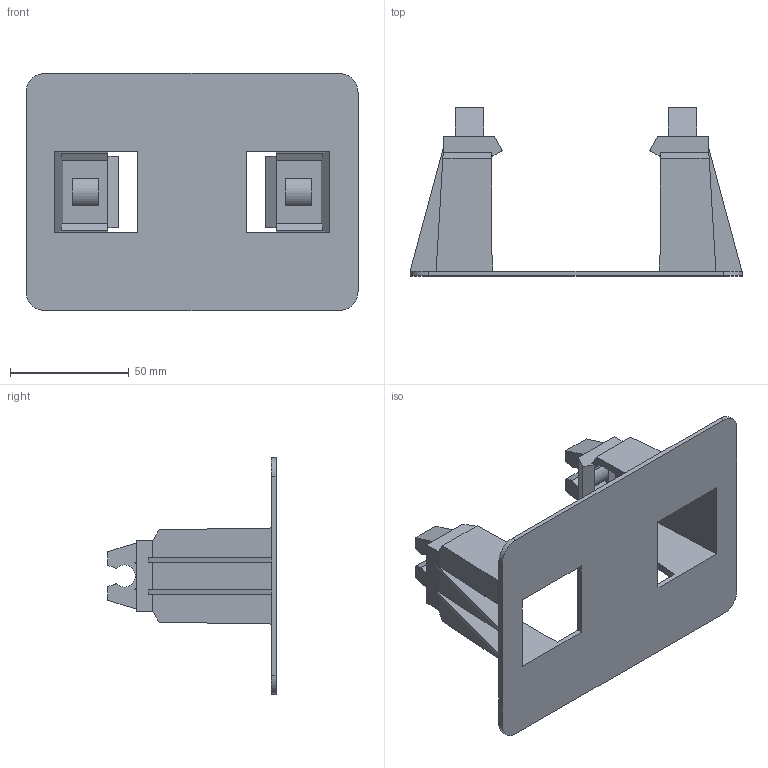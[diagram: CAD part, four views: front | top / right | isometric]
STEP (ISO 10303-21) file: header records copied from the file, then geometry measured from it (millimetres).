
FILE_DESCRIPTION (( 'STEP AP214' ), '1' );
FILE_NAME ('5218999.stp', '2017-10-24T11:26:20', ( '' ), ( '' ), 'SwSTEP 2.0', 'SolidWorks 2016', '' );
FILE_SCHEMA (( 'AUTOMOTIVE_DESIGN' ));
Length unit declared in the file: millimetre
Products named in the file (1): 5218999
Bounding box: 140 x 71 x 100 mm (x, y, z)
Volume: 52536.6 mm3; surface area: 50338.6 mm2
Topology: 1 solids, 1 shells, 110 faces, 302 edges, 196 vertices
Faces by surface type: plane 98, cylinder 12
Entity records: 3464 total; most frequent: CARTESIAN_POINT 609, ORIENTED_EDGE 604, DIRECTION 548, EDGE_CURVE 302, VECTOR 278, LINE 278, VERTEX_POINT 196, AXIS2_PLACEMENT_3D 135
